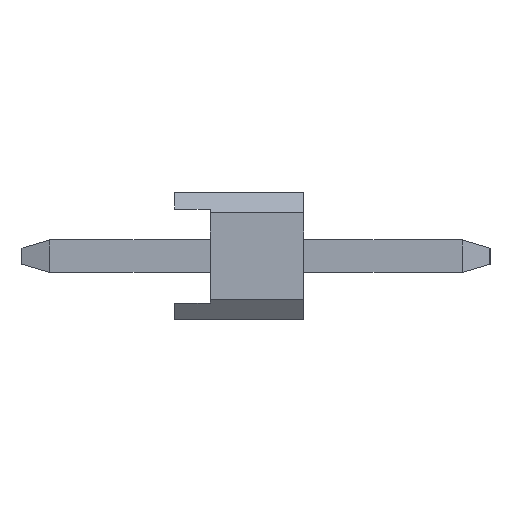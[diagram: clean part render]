
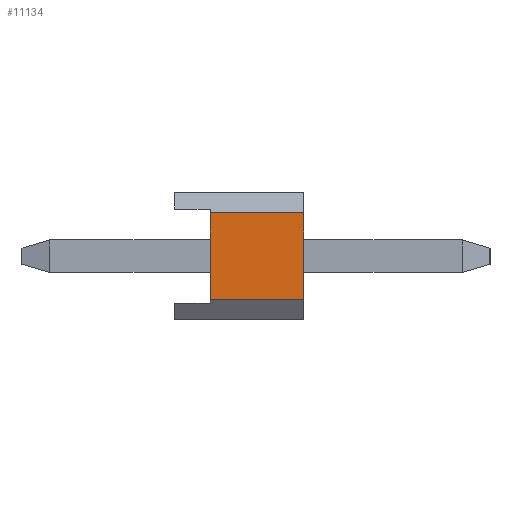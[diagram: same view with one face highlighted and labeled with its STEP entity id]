
A CAD part, left-side view. The second image highlights one B-rep face of the part: STEP entity #11134.
In plain terms, the highlighted planar face has unit normal (-1, 0, 0).
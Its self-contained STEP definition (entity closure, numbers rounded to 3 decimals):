
#8814=EDGE_CURVE('',#13014,#14988,#20568,.T.);
#11134=ADVANCED_FACE('',(#23116),#23117,.T.);
#11268=EDGE_CURVE('',#13360,#14988,#23263,.T.);
#12734=EDGE_CURVE('',#17062,#13360,#24897,.T.);
#13014=VERTEX_POINT('',#25198);
#13360=VERTEX_POINT('',#25587);
#13968=EDGE_CURVE('',#13014,#17062,#26252,.T.);
#14988=VERTEX_POINT('',#27373);
#17062=VERTEX_POINT('',#29638);
#20568=LINE('',#34576,#34577);
#23116=FACE_OUTER_BOUND('',#38305,.T.);
#23117=PLANE('',#38306);
#23263=LINE('',#38515,#38516);
#24897=LINE('',#40905,#40906);
#25198=CARTESIAN_POINT('',(-46.89,-0.7,0.851));
#25587=CARTESIAN_POINT('',(-46.89,-2.54,-0.851));
#26252=LINE('',#42868,#42869);
#27373=CARTESIAN_POINT('',(-46.89,-2.54,0.851));
#29638=CARTESIAN_POINT('',(-46.89,-0.7,-0.851));
#34576=CARTESIAN_POINT('',(-46.89,0.,0.851));
#34577=VECTOR('',#51676,1.0);
#38305=EDGE_LOOP('',(#54160,#54161,#54162,#54163));
#38306=AXIS2_PLACEMENT_3D('',#54164,#54165,#54166);
#38515=CARTESIAN_POINT('',(-46.89,-2.54,0.851));
#38516=VECTOR('',#54298,1.0);
#40905=CARTESIAN_POINT('',(-46.89,0.,-0.851));
#40906=VECTOR('',#56192,1.0);
#42868=CARTESIAN_POINT('',(-46.89,-0.7,-0.426));
#42869=VECTOR('',#57486,1.0);
#51676=DIRECTION('',(0.0,-1.0,0.));
#54160=ORIENTED_EDGE('',*,*,#13968,.T.);
#54161=ORIENTED_EDGE('',*,*,#12734,.T.);
#54162=ORIENTED_EDGE('',*,*,#11268,.T.);
#54163=ORIENTED_EDGE('',*,*,#8814,.F.);
#54164=CARTESIAN_POINT('',(-46.89,0.,-0.851));
#54165=DIRECTION('',(-1.0,0.0,0.0));
#54166=DIRECTION('',(0.0,0.,-1.0));
#54298=DIRECTION('',(0.0,0.,1.0));
#56192=DIRECTION('',(0.0,-1.0,0.));
#57486=DIRECTION('',(0.0,0.,-1.0));
